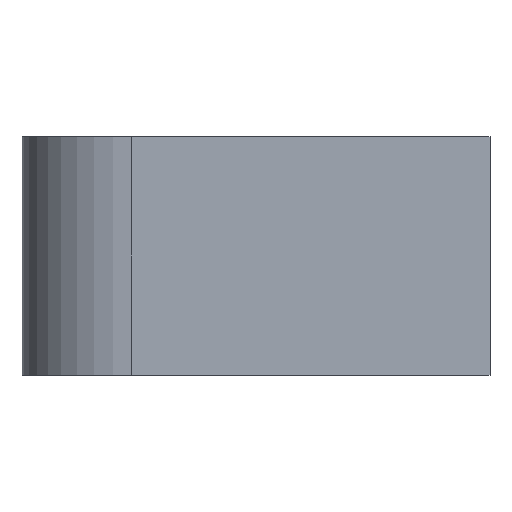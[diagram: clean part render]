
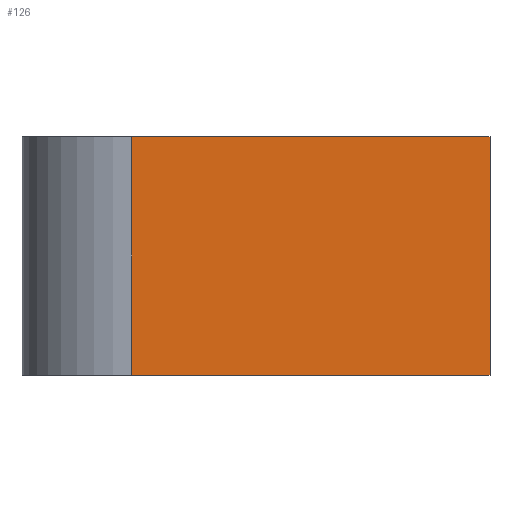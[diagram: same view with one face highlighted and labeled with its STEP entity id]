
A CAD part, front view. The second image highlights one B-rep face of the part: STEP entity #126.
In plain terms, the highlighted planar face has unit normal (0, -1, 0).
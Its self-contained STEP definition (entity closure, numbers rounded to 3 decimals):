
#106=AXIS2_PLACEMENT_3D('Plane Axis2P3D',#103,#104,#105) ;
#43=CARTESIAN_POINT('Vertex',(98.,-3.,0.)) ;
#57=CARTESIAN_POINT('Vertex',(98.,-3.,50.)) ;
#60=CARTESIAN_POINT('Line Origine',(98.,-3.,25.)) ;
#83=CARTESIAN_POINT('Vertex',(23.,-3.,0.)) ;
#91=CARTESIAN_POINT('Line Origine',(60.5,-3.,0.)) ;
#103=CARTESIAN_POINT('Axis2P3D Location',(0.,-3.,25.)) ;
#108=CARTESIAN_POINT('Line Origine',(60.5,-3.,50.)) ;
#112=CARTESIAN_POINT('Vertex',(23.,-3.,50.)) ;
#115=CARTESIAN_POINT('Line Origine',(23.,-3.,25.)) ;
#61=DIRECTION('Vector Direction',(0.,0.,1.)) ;
#92=DIRECTION('Vector Direction',(-1.,0.,0.)) ;
#104=DIRECTION('Axis2P3D Direction',(0.,1.,-0.)) ;
#105=DIRECTION('Axis2P3D XDirection',(-0.,0.,1.)) ;
#109=DIRECTION('Vector Direction',(-1.,0.,0.)) ;
#116=DIRECTION('Vector Direction',(0.,0.,-1.)) ;
#62=VECTOR('Line Direction',#61,1.) ;
#93=VECTOR('Line Direction',#92,1.) ;
#110=VECTOR('Line Direction',#109,1.) ;
#117=VECTOR('Line Direction',#116,1.) ;
#121=ORIENTED_EDGE('',*,*,#95,.F.) ;
#122=ORIENTED_EDGE('',*,*,#64,.T.) ;
#123=ORIENTED_EDGE('',*,*,#114,.T.) ;
#124=ORIENTED_EDGE('',*,*,#119,.F.) ;
#126=ADVANCED_FACE('PartBody',(#125),#107,.F.) ;
#64=EDGE_CURVE('',#44,#58,#63,.T.) ;
#95=EDGE_CURVE('',#44,#84,#94,.T.) ;
#114=EDGE_CURVE('',#58,#113,#111,.T.) ;
#119=EDGE_CURVE('',#84,#113,#118,.F.) ;
#120=EDGE_LOOP('',(#121,#122,#123,#124)) ;
#125=FACE_OUTER_BOUND('',#120,.T.) ;
#63=LINE('Line',#60,#62) ;
#94=LINE('Line',#91,#93) ;
#111=LINE('Line',#108,#110) ;
#118=LINE('Line',#115,#117) ;
#107=PLANE('',#106) ;
#44=VERTEX_POINT('',#43) ;
#58=VERTEX_POINT('',#57) ;
#84=VERTEX_POINT('',#83) ;
#113=VERTEX_POINT('',#112) ;
